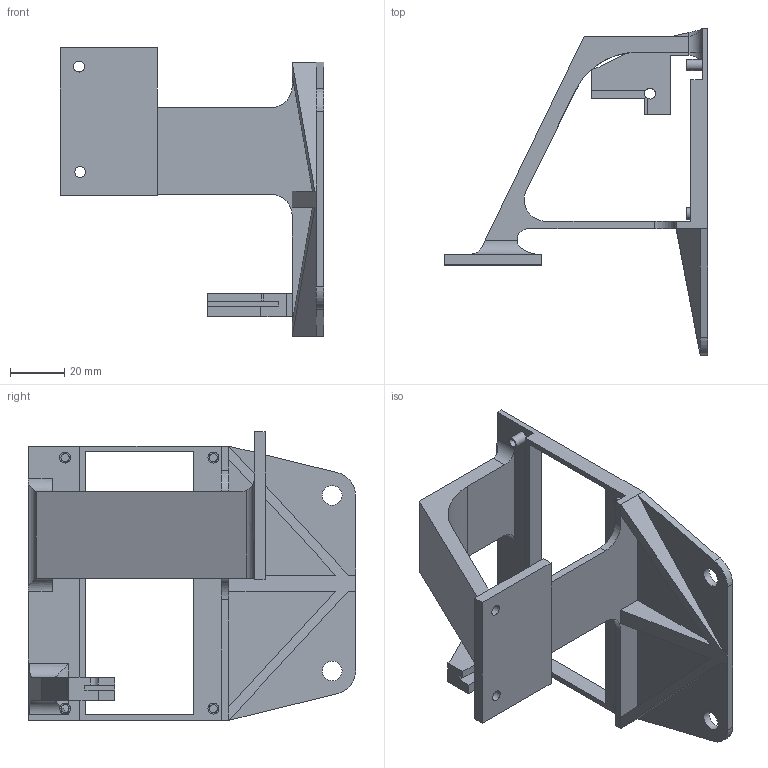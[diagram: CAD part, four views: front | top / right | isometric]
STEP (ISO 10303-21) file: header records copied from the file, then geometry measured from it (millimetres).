
FILE_DESCRIPTION(/* description */ ('STEP AP242','CAx-IF Rec.Pracs.---Representation and Presentation of Product Manufacturing Information (PMI)---4.0---2014-10-13','CAx-IF Rec.Pracs.---3D Tessellated Geometry---0.4---2014-09-14','2;1'),/* implementation_level */ '2;1');
FILE_NAME(/* name */ '67bd99a6580464704f1a0066',/* time_stamp */ '2025-02-25T10:21:27Z',/* author */ (''),/* organization */ (''),/* preprocessor_version */ 'ST-DEVELOPER v20',/* originating_system */ 'ONSHAPE BY PTC INC, 1.194',/* authorisation */ ' ');
FILE_SCHEMA (('AP242_MANAGED_MODEL_BASED_3D_ENGINEERING_MIM_LF { 1 0 10303 442 1 1 4 }'));
Length unit declared in the file: metre
Products named in the file (1): front bracket w pcb support
Bounding box: 97.59 x 121.08 x 106.8 mm (x, y, z)
Volume: 78781.7 mm3; surface area: 42511.5 mm2
Topology: 1 solids, 1 shells, 102 faces, 272 edges, 179 vertices
Faces by surface type: plane 69, cylinder 33
Full cylindrical faces by diameter (mm): 3 x4, 4 x7, 7.3 x2
Entity records: 3100 total; most frequent: CARTESIAN_POINT 563, DIRECTION 508, ORIENTED_EDGE 504, EDGE_CURVE 252, LINE 186, VECTOR 186, VERTEX_POINT 172, AXIS2_PLACEMENT_3D 161
